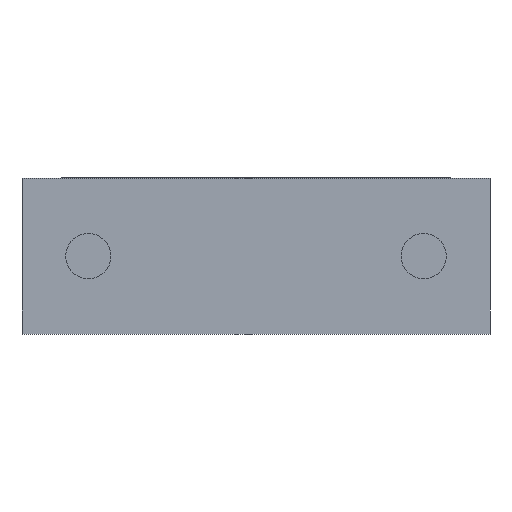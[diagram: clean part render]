
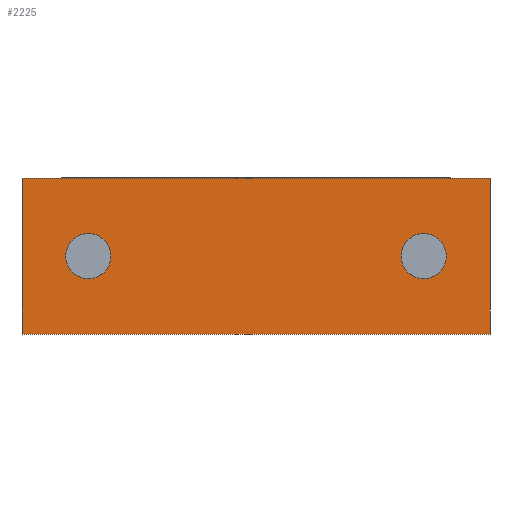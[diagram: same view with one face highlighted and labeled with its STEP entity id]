
A CAD part, front view. The second image highlights one B-rep face of the part: STEP entity #2225.
In plain terms, the highlighted planar face has unit normal (0, -1, 0).
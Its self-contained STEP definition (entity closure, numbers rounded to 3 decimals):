
#30 = EDGE_CURVE ( 'NONE', #635, #509, #2601, .T. ) ;
#107 = ORIENTED_EDGE ( 'NONE', *, *, #1970, .T. ) ;
#128 = DIRECTION ( 'NONE',  ( 0., -1., 0. ) ) ;
#367 = CIRCLE ( 'NONE', #2400, 0.368 ) ;
#417 = DIRECTION ( 'NONE',  ( 0., 0., -1. ) ) ;
#434 = ORIENTED_EDGE ( 'NONE', *, *, #2384, .F. ) ;
#481 = VERTEX_POINT ( 'NONE', #2713 ) ;
#509 = VERTEX_POINT ( 'NONE', #2299 ) ;
#518 = AXIS2_PLACEMENT_3D ( 'NONE', #2938, #745, #1719 ) ;
#547 = FACE_OUTER_BOUND ( 'NONE', #922, .T. ) ;
#561 = AXIS2_PLACEMENT_3D ( 'NONE', #2508, #562, #1782 ) ;
#562 = DIRECTION ( 'NONE',  ( 0., 1., 0. ) ) ;
#589 = DIRECTION ( 'NONE',  ( -1., 0., 0. ) ) ;
#617 = ORIENTED_EDGE ( 'NONE', *, *, #3104, .F. ) ;
#635 = VERTEX_POINT ( 'NONE', #796 ) ;
#641 = DIRECTION ( 'NONE',  ( 0., 0., -1. ) ) ;
#646 = DIRECTION ( 'NONE',  ( -1., 0., 0. ) ) ;
#656 = LINE ( 'NONE', #1659, #1832 ) ;
#690 = ORIENTED_EDGE ( 'NONE', *, *, #2917, .F. ) ;
#745 = DIRECTION ( 'NONE',  ( 0., -1., 0. ) ) ;
#764 = VECTOR ( 'NONE', #2052, 1000. ) ;
#796 = CARTESIAN_POINT ( 'NONE',  ( 0., 0., 2.54 ) ) ;
#814 = ORIENTED_EDGE ( 'NONE', *, *, #2393, .F. ) ;
#887 = CARTESIAN_POINT ( 'NONE',  ( 1.08, 0., 1.27 ) ) ;
#922 = EDGE_LOOP ( 'NONE', ( #107, #434, #617, #2134 ) ) ;
#998 = CARTESIAN_POINT ( 'NONE',  ( 6.54, 0., 0.902 ) ) ;
#1025 = VERTEX_POINT ( 'NONE', #2048 ) ;
#1310 = ORIENTED_EDGE ( 'NONE', *, *, #1442, .F. ) ;
#1357 = LINE ( 'NONE', #2624, #2106 ) ;
#1442 = EDGE_CURVE ( 'NONE', #2590, #481, #1655, .T. ) ;
#1503 = CARTESIAN_POINT ( 'NONE',  ( 7.62, 0., 0. ) ) ;
#1517 = EDGE_CURVE ( 'NONE', #2520, #2903, #2359, .T. ) ;
#1549 = AXIS2_PLACEMENT_3D ( 'NONE', #3059, #1852, #589 ) ;
#1552 = CARTESIAN_POINT ( 'NONE',  ( 7.62, 0., 0. ) ) ;
#1561 = PLANE ( 'NONE',  #561 ) ;
#1655 = CIRCLE ( 'NONE', #1549, 0.368 ) ;
#1659 = CARTESIAN_POINT ( 'NONE',  ( 7.62, 0., 2.54 ) ) ;
#1673 = CARTESIAN_POINT ( 'NONE',  ( 6.54, 0., 1.27 ) ) ;
#1719 = DIRECTION ( 'NONE',  ( -1., 0., 0. ) ) ;
#1782 = DIRECTION ( 'NONE',  ( -1., 0., 0. ) ) ;
#1832 = VECTOR ( 'NONE', #1859, 1000. ) ;
#1852 = DIRECTION ( 'NONE',  ( 0., -1., 0. ) ) ;
#1859 = DIRECTION ( 'NONE',  ( 1., 0., 0. ) ) ;
#1879 = DIRECTION ( 'NONE',  ( 0., -1., 0. ) ) ;
#1970 = EDGE_CURVE ( 'NONE', #509, #2623, #2544, .T. ) ;
#2048 = CARTESIAN_POINT ( 'NONE',  ( 7.62, 0., 2.54 ) ) ;
#2052 = DIRECTION ( 'NONE',  ( 1., 0., 0. ) ) ;
#2080 = CIRCLE ( 'NONE', #2951, 0.368 ) ;
#2106 = VECTOR ( 'NONE', #641, 1000. ) ;
#2134 = ORIENTED_EDGE ( 'NONE', *, *, #30, .T. ) ;
#2225 = ADVANCED_FACE ( 'NONE', ( #547, #2755, #2253 ), #1561, .F. ) ;
#2242 = CARTESIAN_POINT ( 'NONE',  ( 1.08, 0., 1.639 ) ) ;
#2253 = FACE_BOUND ( 'NONE', #2548, .T. ) ;
#2299 = CARTESIAN_POINT ( 'NONE',  ( 0., 0., 0. ) ) ;
#2359 = CIRCLE ( 'NONE', #518, 0.368 ) ;
#2377 = ORIENTED_EDGE ( 'NONE', *, *, #1517, .F. ) ;
#2384 = EDGE_CURVE ( 'NONE', #1025, #2623, #1357, .T. ) ;
#2393 = EDGE_CURVE ( 'NONE', #2903, #2520, #367, .T. ) ;
#2400 = AXIS2_PLACEMENT_3D ( 'NONE', #1673, #128, #3074 ) ;
#2423 = EDGE_LOOP ( 'NONE', ( #1310, #690 ) ) ;
#2508 = CARTESIAN_POINT ( 'NONE',  ( 7.62, 0., 2.54 ) ) ;
#2520 = VERTEX_POINT ( 'NONE', #998 ) ;
#2544 = LINE ( 'NONE', #1552, #764 ) ;
#2548 = EDGE_LOOP ( 'NONE', ( #814, #2377 ) ) ;
#2577 = VECTOR ( 'NONE', #417, 1000. ) ;
#2590 = VERTEX_POINT ( 'NONE', #2242 ) ;
#2601 = LINE ( 'NONE', #2872, #2577 ) ;
#2623 = VERTEX_POINT ( 'NONE', #1503 ) ;
#2624 = CARTESIAN_POINT ( 'NONE',  ( 7.62, 0., 2.54 ) ) ;
#2713 = CARTESIAN_POINT ( 'NONE',  ( 1.08, 0., 0.902 ) ) ;
#2755 = FACE_BOUND ( 'NONE', #2423, .T. ) ;
#2872 = CARTESIAN_POINT ( 'NONE',  ( 0., 0., 2.54 ) ) ;
#2903 = VERTEX_POINT ( 'NONE', #3098 ) ;
#2917 = EDGE_CURVE ( 'NONE', #481, #2590, #2080, .T. ) ;
#2938 = CARTESIAN_POINT ( 'NONE',  ( 6.54, 0., 1.27 ) ) ;
#2951 = AXIS2_PLACEMENT_3D ( 'NONE', #887, #1879, #646 ) ;
#3059 = CARTESIAN_POINT ( 'NONE',  ( 1.08, 0., 1.27 ) ) ;
#3074 = DIRECTION ( 'NONE',  ( -1., 0., 0. ) ) ;
#3098 = CARTESIAN_POINT ( 'NONE',  ( 6.54, 0., 1.638 ) ) ;
#3104 = EDGE_CURVE ( 'NONE', #635, #1025, #656, .T. ) ;
